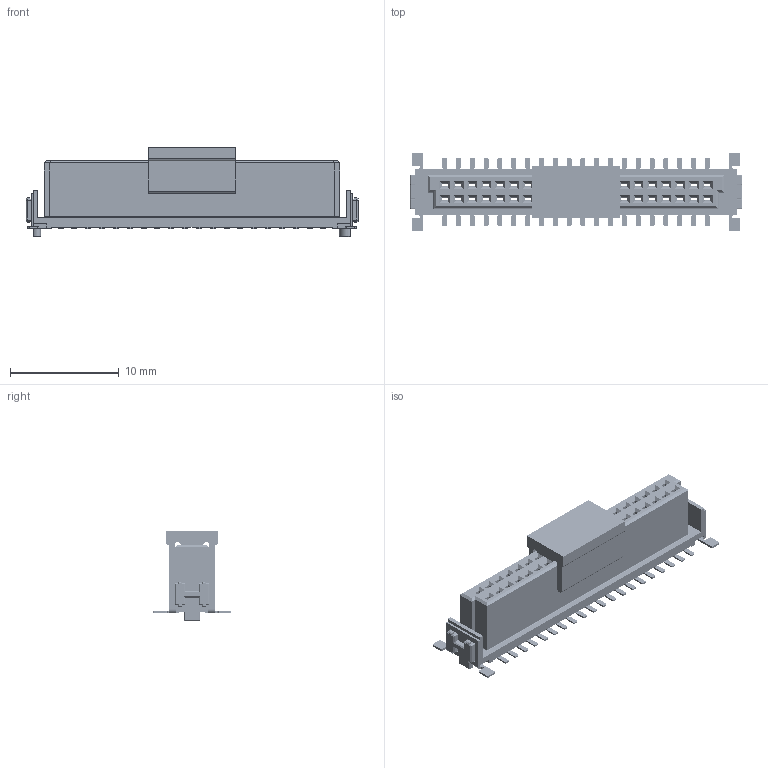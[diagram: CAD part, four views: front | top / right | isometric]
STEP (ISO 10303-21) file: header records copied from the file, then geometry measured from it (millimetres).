
FILE_DESCRIPTION((''),'2;1');
FILE_NAME('M55-6004042_ASM','2018-11-08T09:57:15',('rportlock'),(''),'CREO PARAMETRIC BY PTC INC, 2017380','CREO PARAMETRIC BY PTC INC, 2017380','');
FILE_SCHEMA(('CONFIG_CONTROL_DESIGN','SHAPE_APPEARANCE_LAYERS_GROUPS'));
Length unit declared in the file: millimetre
Products named in the file (5): M55-60040_MOULD; M55-600_CONTACT; M55-700_STRAP; M55-600_CAP; M55-6004042_ASM
Assembly tree (44 placements, depth 2):
  M55-6004042_ASM
    M55-60040_MOULD
    M55-600_CONTACT  x40
    M55-700_STRAP  x2
    M55-600_CAP
Bounding box: 30.48 x 7.2 x 8.25 mm (x, y, z)
Volume: 456.1 mm3; surface area: 2790.4 mm2
Topology: 44 solids, 44 shells, 6969 faces, 17052 edges, 10198 vertices
Faces by surface type: cylinder 2733, plane 2377, torus 1120, bspline 400, sphere 320, cone 19
Entity records: 38447 total; most frequent: CARTESIAN_POINT 5543, ORIENTED_EDGE 4872, DIRECTION 4745, PRESENTATION_STYLE_ASSIGNMENT 2581, STYLED_ITEM 2440, CURVE_STYLE 2436, EDGE_CURVE 2436, VECTOR 2101
